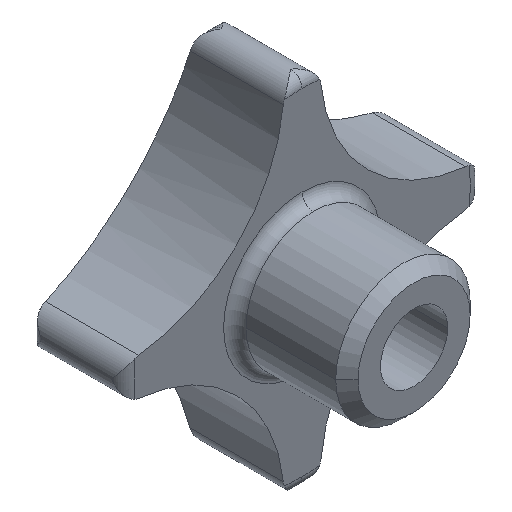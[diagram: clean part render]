
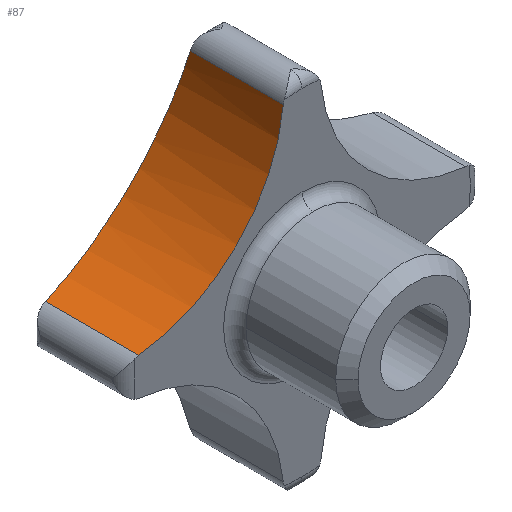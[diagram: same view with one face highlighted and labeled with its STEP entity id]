
A CAD part, isometric view. The second image highlights one B-rep face of the part: STEP entity #87.
In plain terms, the highlighted cylindrical face has radius 14.4 mm (diameter 28.8 mm), a partial arc.
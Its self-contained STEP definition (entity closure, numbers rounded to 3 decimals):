
#87 = ADVANCED_FACE( '', ( #131 ), #132, .F. );
#131 = FACE_OUTER_BOUND( '', #196, .T. );
#132 = CYLINDRICAL_SURFACE( '', #197, 14.4 );
#196 = EDGE_LOOP( '', ( #331, #332, #333, #334 ) );
#197 = AXIS2_PLACEMENT_3D( '', #335, #336, #337 );
#331 = ORIENTED_EDGE( '', *, *, #558, .F. );
#332 = ORIENTED_EDGE( '', *, *, #557, .F. );
#333 = ORIENTED_EDGE( '', *, *, #559, .F. );
#334 = ORIENTED_EDGE( '', *, *, #560, .T. );
#335 = CARTESIAN_POINT( '', ( -16., 0., 16. ) );
#336 = DIRECTION( '', ( 0., -1., 0. ) );
#337 = DIRECTION( '', ( 0.099, 0., -0.995 ) );
#557 = EDGE_CURVE( '', #692, #676, #694, .T. );
#558 = EDGE_CURVE( '', #676, #695, #696, .T. );
#559 = EDGE_CURVE( '', #697, #692, #698, .T. );
#560 = EDGE_CURVE( '', #697, #695, #699, .T. );
#676 = VERTEX_POINT( '', #954 );
#692 = VERTEX_POINT( '', #1023 );
#694 = LINE( '', #1025, #1026 );
#695 = VERTEX_POINT( '', #1027 );
#696 = B_SPLINE_CURVE_WITH_KNOTS( '', 3, ( #1028, #1029, #1030, #1031, #1032, #1033, #1034, #1035, #1036, #1037, #1038, #1039, #1040, #1041, #1042, #1043 ), .UNSPECIFIED., .F., .F., ( 4, 2, 2, 2, 2, 2, 2, 4 ), ( 0., 2.731, 5.461, 8.192, 10.923, 13.69, 16.457, 19.12 ), .UNSPECIFIED. );
#697 = VERTEX_POINT( '', #1044 );
#698 = CIRCLE( '', #1045, 14.4 );
#699 = LINE( '', #1046, #1047 );
#954 = CARTESIAN_POINT( '', ( -14.572, 18.324, 1.671 ) );
#1023 = CARTESIAN_POINT( '', ( -14.572, 10., 1.671 ) );
#1025 = CARTESIAN_POINT( '', ( -14.572, 0., 1.671 ) );
#1026 = VECTOR( '', #1248, 1. );
#1027 = CARTESIAN_POINT( '', ( -1.671, 18.324, 14.572 ) );
#1028 = CARTESIAN_POINT( '', ( -14.572, 18.324, 1.671 ) );
#1029 = CARTESIAN_POINT( '', ( -13.689, 18.524, 1.759 ) );
#1030 = CARTESIAN_POINT( '', ( -12.778, 18.709, 1.934 ) );
#1031 = CARTESIAN_POINT( '', ( -10.977, 19.026, 2.472 ) );
#1032 = CARTESIAN_POINT( '', ( -10.086, 19.157, 2.835 ) );
#1033 = CARTESIAN_POINT( '', ( -8.394, 19.355, 3.735 ) );
#1034 = CARTESIAN_POINT( '', ( -7.59, 19.421, 4.273 ) );
#1035 = CARTESIAN_POINT( '', ( -6.121, 19.486, 5.48 ) );
#1036 = CARTESIAN_POINT( '', ( -5.456, 19.484, 6.15 ) );
#1037 = CARTESIAN_POINT( '', ( -4.293, 19.422, 7.565 ) );
#1038 = CARTESIAN_POINT( '', ( -3.759, 19.358, 8.355 ) );
#1039 = CARTESIAN_POINT( '', ( -2.854, 19.163, 10.045 ) );
#1040 = CARTESIAN_POINT( '', ( -2.482, 19.031, 10.945 ) );
#1041 = CARTESIAN_POINT( '', ( -1.939, 18.713, 12.757 ) );
#1042 = CARTESIAN_POINT( '', ( -1.761, 18.529, 13.668 ) );
#1043 = CARTESIAN_POINT( '', ( -1.671, 18.324, 14.572 ) );
#1044 = CARTESIAN_POINT( '', ( -1.671, 10., 14.572 ) );
#1045 = AXIS2_PLACEMENT_3D( '', #1249, #1250, #1251 );
#1046 = CARTESIAN_POINT( '', ( -1.671, 0., 14.572 ) );
#1047 = VECTOR( '', #1252, 1. );
#1248 = DIRECTION( '', ( 0., 1., 0. ) );
#1249 = CARTESIAN_POINT( '', ( -16., 10., 16. ) );
#1250 = DIRECTION( '', ( 0., 1., 0. ) );
#1251 = DIRECTION( '', ( 0.099, 0., -0.995 ) );
#1252 = DIRECTION( '', ( 0., 1., 0. ) );
